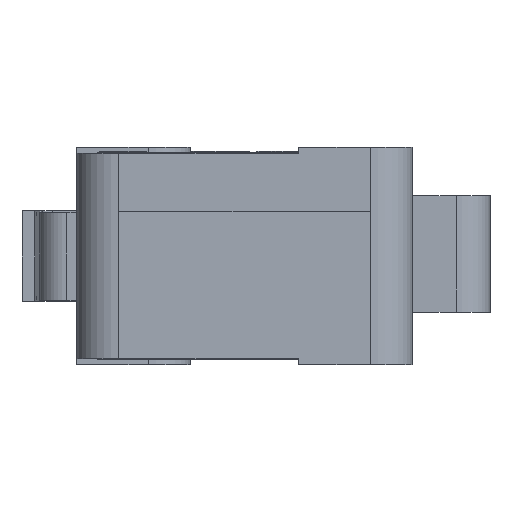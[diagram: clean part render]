
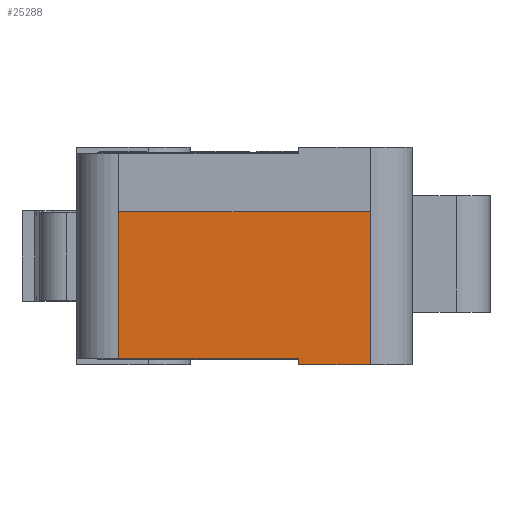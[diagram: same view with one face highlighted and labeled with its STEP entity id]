
A CAD part, left-side view. The second image highlights one B-rep face of the part: STEP entity #25288.
In plain terms, the highlighted planar face has unit normal (-1, 0, 0).
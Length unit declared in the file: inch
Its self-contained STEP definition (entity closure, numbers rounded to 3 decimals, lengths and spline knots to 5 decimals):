
#15799=CARTESIAN_POINT('',(-1.1378,0.25295,0.28543));
#15800=VERTEX_POINT('',#15799);
#15825=CARTESIAN_POINT('',(-1.1378,0.25295,0.01181));
#15826=VERTEX_POINT('',#15825);
#15834=CARTESIAN_POINT('',(-1.1378,0.25295,0.01181));
#15835=DIRECTION('',(0.0,0.0,1.0));
#15836=VECTOR('',#15835,0.27362);
#15837=LINE('',#15834,#15836);
#15838=EDGE_CURVE('',#15826,#15800,#15837,.T.);
#15870=CARTESIAN_POINT('',(-1.1378,-0.21555,0.28543));
#15871=VERTEX_POINT('',#15870);
#15872=CARTESIAN_POINT('',(-1.1378,-0.21555,0.28543));
#15873=DIRECTION('',(0.0,1.0,0.0));
#15874=VECTOR('',#15873,0.4685);
#15875=LINE('',#15872,#15874);
#15876=EDGE_CURVE('',#15871,#15800,#15875,.T.);
#15926=CARTESIAN_POINT('',(-1.1378,-0.21555,0.0));
#15927=VERTEX_POINT('',#15926);
#15928=CARTESIAN_POINT('',(-1.1378,-0.21555,0.0));
#15929=DIRECTION('',(0.0,0.0,1.0));
#15930=VECTOR('',#15929,0.28543);
#15931=LINE('',#15928,#15930);
#15932=EDGE_CURVE('',#15927,#15871,#15931,.T.);
#24916=CARTESIAN_POINT('',(-1.1378,-0.08169,0.01181));
#24917=VERTEX_POINT('',#24916);
#24925=CARTESIAN_POINT('',(-1.1378,-0.08169,0.0));
#24926=VERTEX_POINT('',#24925);
#24933=CARTESIAN_POINT('',(-1.1378,-0.08169,0.01181));
#24934=DIRECTION('',(0.0,0.0,-1.0));
#24935=VECTOR('',#24934,0.01181);
#24936=LINE('',#24933,#24935);
#24937=EDGE_CURVE('',#24917,#24926,#24936,.T.);
#24973=CARTESIAN_POINT('',(-1.1378,0.25295,0.01181));
#24974=DIRECTION('',(0.0,-1.0,0.0));
#24975=VECTOR('',#24974,0.33465);
#24976=LINE('',#24973,#24975);
#24977=EDGE_CURVE('',#15826,#24917,#24976,.T.);
#25024=CARTESIAN_POINT('',(-1.1378,-0.21555,0.0));
#25025=DIRECTION('',(0.0,1.0,0.0));
#25026=VECTOR('',#25025,0.13386);
#25027=LINE('',#25024,#25026);
#25028=EDGE_CURVE('',#15927,#24926,#25027,.T.);
#25275=CARTESIAN_POINT('',(-1.1378,-0.23898,-0.01427));
#25276=DIRECTION('',(-1.0,0.0,0.0));
#25277=DIRECTION('',(0.0,0.0,1.0));
#25278=AXIS2_PLACEMENT_3D('',#25275,#25276,#25277);
#25279=PLANE('',#25278);
#25280=ORIENTED_EDGE('',*,*,#15876,.T.);
#25281=ORIENTED_EDGE('',*,*,#15838,.F.);
#25282=ORIENTED_EDGE('',*,*,#24977,.T.);
#25283=ORIENTED_EDGE('',*,*,#24937,.T.);
#25284=ORIENTED_EDGE('',*,*,#25028,.F.);
#25285=ORIENTED_EDGE('',*,*,#15932,.T.);
#25286=EDGE_LOOP('',(#25280,#25281,#25282,#25283,#25284,#25285));
#25287=FACE_OUTER_BOUND('',#25286,.T.);
#25288=ADVANCED_FACE('',(#25287),#25279,.T.);
